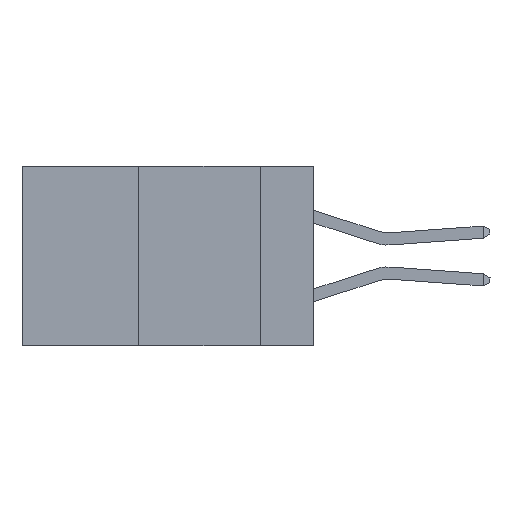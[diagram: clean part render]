
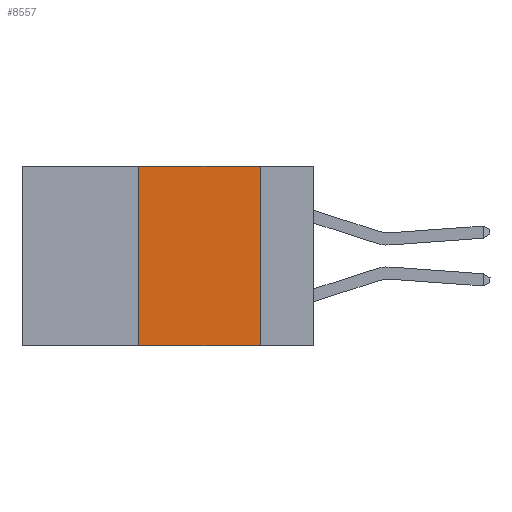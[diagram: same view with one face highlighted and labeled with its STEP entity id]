
A CAD part, left-side view. The second image highlights one B-rep face of the part: STEP entity #8557.
In plain terms, the highlighted planar face has unit normal (-1, 0, 0).
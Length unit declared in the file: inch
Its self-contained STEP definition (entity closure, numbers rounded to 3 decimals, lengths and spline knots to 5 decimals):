
#665 = VECTOR ( 'NONE', #7373, 39.37008 ) ;
#883 = CARTESIAN_POINT ( 'NONE',  ( 0., 0.11, 0. ) ) ;
#1145 = CARTESIAN_POINT ( 'NONE',  ( 0., 0.6, 0. ) ) ;
#1702 = ORIENTED_EDGE ( 'NONE', *, *, #5177, .F. ) ;
#1816 = LINE ( 'NONE', #9870, #7950 ) ;
#1950 = CARTESIAN_POINT ( 'NONE',  ( 0., 0.36, 0. ) ) ;
#3907 = VERTEX_POINT ( 'NONE', #1950 ) ;
#5177 = EDGE_CURVE ( 'NONE', #7018, #3907, #1816, .T. ) ;
#6369 = PLANE ( 'NONE',  #20849 ) ;
#6500 = ORIENTED_EDGE ( 'NONE', *, *, #14077, .F. ) ;
#6739 = ORIENTED_EDGE ( 'NONE', *, *, #7135, .F. ) ;
#7018 = VERTEX_POINT ( 'NONE', #8752 ) ;
#7135 = EDGE_CURVE ( 'NONE', #19509, #17676, #7331, .T. ) ;
#7331 = LINE ( 'NONE', #14318, #665 ) ;
#7373 = DIRECTION ( 'NONE',  ( 0., 0., -1. ) ) ;
#7950 = VECTOR ( 'NONE', #9649, 39.37008 ) ;
#8111 = EDGE_CURVE ( 'NONE', #7018, #17676, #11675, .T. ) ;
#8272 = DIRECTION ( 'NONE',  ( 0., 0., -1. ) ) ;
#8557 = ADVANCED_FACE ( 'NONE', ( #22041 ), #6369, .F. ) ;
#8752 = CARTESIAN_POINT ( 'NONE',  ( 0., 0.36, -0.37 ) ) ;
#9514 = LINE ( 'NONE', #12810, #20482 ) ;
#9649 = DIRECTION ( 'NONE',  ( 0., 0., 1. ) ) ;
#9870 = CARTESIAN_POINT ( 'NONE',  ( 0., 0.36, 0. ) ) ;
#11675 = LINE ( 'NONE', #14296, #21278 ) ;
#12810 = CARTESIAN_POINT ( 'NONE',  ( 0., 0.6, 0. ) ) ;
#14077 = EDGE_CURVE ( 'NONE', #3907, #19509, #9514, .T. ) ;
#14296 = CARTESIAN_POINT ( 'NONE',  ( 0., 0.6, -0.37 ) ) ;
#14318 = CARTESIAN_POINT ( 'NONE',  ( 0., 0.11, 0. ) ) ;
#15100 = DIRECTION ( 'NONE',  ( 0., -1., 0. ) ) ;
#16029 = EDGE_LOOP ( 'NONE', ( #6739, #6500, #1702, #19527 ) ) ;
#17110 = DIRECTION ( 'NONE',  ( 0., -1., 0. ) ) ;
#17676 = VERTEX_POINT ( 'NONE', #21173 ) ;
#18677 = DIRECTION ( 'NONE',  ( 1., 0., 0. ) ) ;
#19509 = VERTEX_POINT ( 'NONE', #883 ) ;
#19527 = ORIENTED_EDGE ( 'NONE', *, *, #8111, .T. ) ;
#20482 = VECTOR ( 'NONE', #15100, 39.37008 ) ;
#20849 = AXIS2_PLACEMENT_3D ( 'NONE', #1145, #18677, #8272 ) ;
#21173 = CARTESIAN_POINT ( 'NONE',  ( 0., 0.11, -0.37 ) ) ;
#21278 = VECTOR ( 'NONE', #17110, 39.37008 ) ;
#22041 = FACE_OUTER_BOUND ( 'NONE', #16029, .T. ) ;
